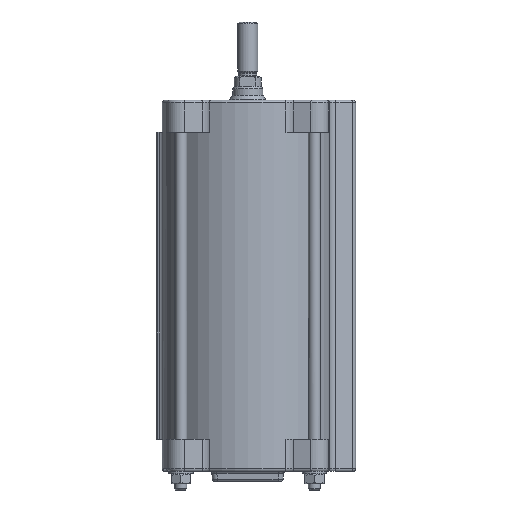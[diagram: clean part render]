
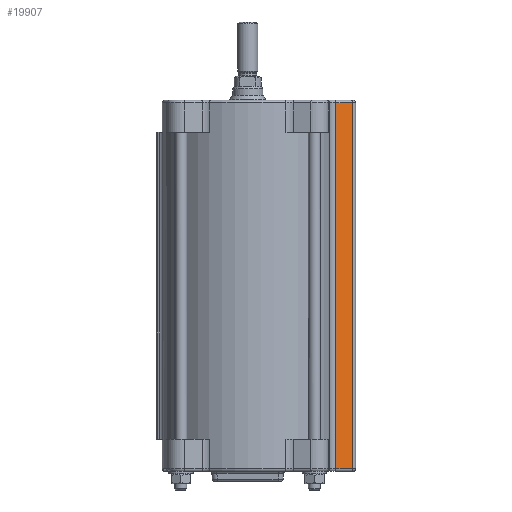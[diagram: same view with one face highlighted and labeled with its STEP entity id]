
A CAD part, front view. The second image highlights one B-rep face of the part: STEP entity #19907.
In plain terms, the highlighted planar face has unit normal (0.342, -0.94, 0).
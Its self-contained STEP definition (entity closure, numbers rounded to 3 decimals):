
#1316=LINE('',#40996,#1872);
#1481=LINE('',#43738,#2037);
#1524=LINE('',#43955,#2080);
#1526=LINE('',#43958,#2082);
#1872=VECTOR('',#26141,10.);
#2037=VECTOR('',#27524,10.);
#2080=VECTOR('',#27759,10.);
#2082=VECTOR('',#27763,10.);
#2652=PLANE('',#22409);
#4490=FACE_OUTER_BOUND('',#5987,.T.);
#5987=EDGE_LOOP('',(#16651,#16652,#16653,#16654));
#8752=VERTEX_POINT('',#40990);
#8753=VERTEX_POINT('',#40994);
#9110=VERTEX_POINT('',#43730);
#9112=VERTEX_POINT('',#43736);
#11076=EDGE_CURVE('',#8753,#8752,#1316,.T.);
#11662=EDGE_CURVE('',#9112,#9110,#1481,.T.);
#11763=EDGE_CURVE('',#8752,#9112,#1524,.T.);
#11765=EDGE_CURVE('',#9110,#8753,#1526,.T.);
#16651=ORIENTED_EDGE('',*,*,#11765,.F.);
#16652=ORIENTED_EDGE('',*,*,#11662,.F.);
#16653=ORIENTED_EDGE('',*,*,#11763,.F.);
#16654=ORIENTED_EDGE('',*,*,#11076,.F.);
#19907=ADVANCED_FACE('',(#4490),#2652,.T.);
#22409=AXIS2_PLACEMENT_3D('',#43957,#27761,#27762);
#26141=DIRECTION('',(0.94,0.342,0.));
#27524=DIRECTION('',(-0.94,-0.342,0.));
#27759=DIRECTION('',(0.,0.,-1.));
#27761=DIRECTION('center_axis',(0.342,-0.94,0.));
#27762=DIRECTION('ref_axis',(0.94,0.342,0.));
#27763=DIRECTION('',(0.,0.,1.));
#40990=CARTESIAN_POINT('',(104.21,-11.197,335.));
#40994=CARTESIAN_POINT('',(87.788,-17.175,335.));
#40996=CARTESIAN_POINT('',(61.645,-26.69,335.));
#43730=CARTESIAN_POINT('',(87.788,-17.175,-29.5));
#43736=CARTESIAN_POINT('',(104.21,-11.197,-29.5));
#43738=CARTESIAN_POINT('',(46.645,-32.15,-29.5));
#43955=CARTESIAN_POINT('',(104.21,-11.197,0.));
#43957=CARTESIAN_POINT('Origin',(82.,-19.281,0.));
#43958=CARTESIAN_POINT('',(87.788,-17.175,337.5));
